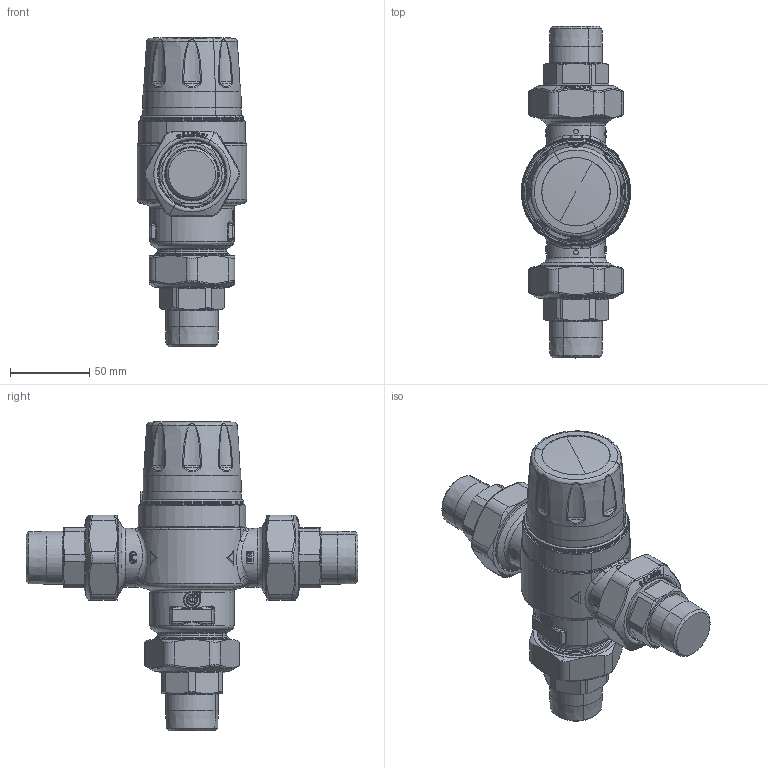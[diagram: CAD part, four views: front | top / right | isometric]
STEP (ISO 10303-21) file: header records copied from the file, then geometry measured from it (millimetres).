
FILE_DESCRIPTION(('CATIA V5 STEP Exchange','CAx-IF Rec.Pracs.--- Model Styling and Organization---1.5--- 2016-08-15','CAx-IF Rec.Pracs.---Supplemental Geometry---1.0---2011-11-01','CAx-IF Rec.Pracs.--- Composite Materials ---3.4---2017-06-13','CAx-IF Rec.Pracs.---Tessellated 3D Geometry---1.0---2015-12-17'),'2;1');
FILE_NAME('STEP_252160_-_TST.stp','2025-07-15T13:34:53+00:00',('none'),('none'),'CATIA Version 5-6 Release 2020 SP5','CATIA V5 STEP AP242 v2','none');
FILE_SCHEMA(('AP242_MANAGED_MODEL_BASED_3D_ENGINEERING_MIM_LF {1 0 10303 442 1 1 4}'));
Length unit declared in the file: millimetre
Products named in the file (1): 252160 - TST
Bounding box: 68.9 x 209 x 195 mm (x, y, z)
Volume: 691560.1 mm3; surface area: 81814.4 mm2
Topology: 1 solids, 4 shells, 2451 faces, 5683 edges, 3037 vertices
Faces by surface type: bspline 1590, sphere 231, cylinder 223, cone 188, plane 145, torus 72, revolution 2
Entity records: 146008 total; most frequent: CARTESIAN_POINT 106850, ORIENTED_EDGE 10894, EDGE_CURVE 5447, B_SPLINE_CURVE_WITH_KNOTS 4187, VERTEX_POINT 3037, DIRECTION 2584, EDGE_LOOP 2484, ADVANCED_FACE 2451
